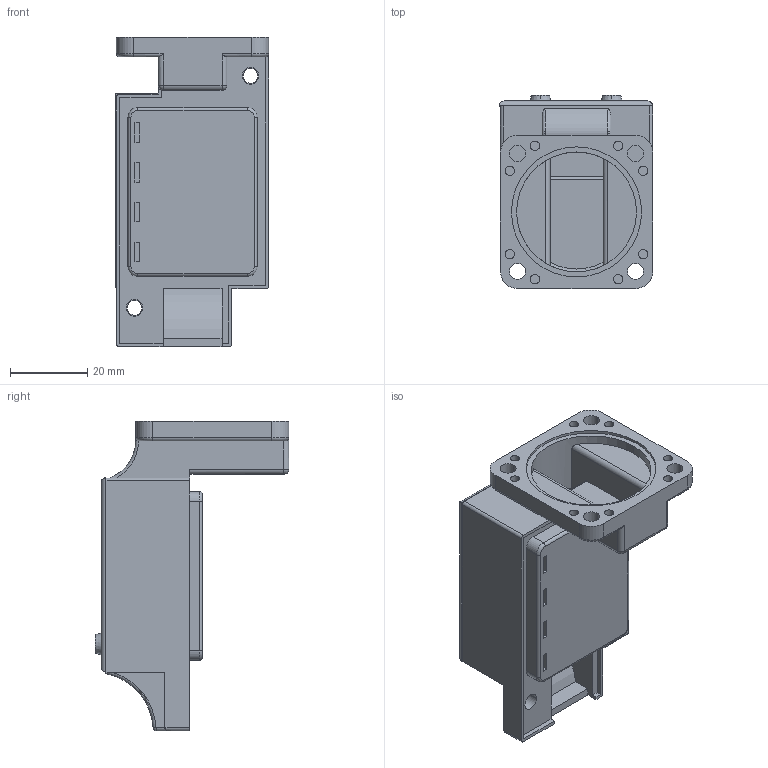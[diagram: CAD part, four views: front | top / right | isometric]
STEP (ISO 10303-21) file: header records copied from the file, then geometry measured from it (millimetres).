
FILE_DESCRIPTION((''),'2;1');
FILE_NAME('214756_ASM','2019-10-22T07:14:29',('pdmadmin'),('BANNER ENGINEERING'),'CREO PARAMETRIC BY PTC INC, 2018300','CREO PARAMETRIC BY PTC INC, 2018300','');
FILE_SCHEMA(('CONFIG_CONTROL_DESIGN'));
Length unit declared in the file: inch
Products named in the file (4): 12540; 12544; 80073_ASM; 214756_ASM
Assembly tree (3 placements, depth 3):
  214756_ASM
    80073_ASM
      12540
      12544
Bounding box: 39.65 x 50.04 x 80.01 mm (x, y, z)
Volume: 24648.4 mm3; surface area: 24426.6 mm2
Topology: 2 solids, 2 shells, 236 faces, 602 edges, 385 vertices
Faces by surface type: plane 111, cylinder 98, torus 17, sphere 4, cone 4, bspline 2
Entity records: 7443 total; most frequent: CARTESIAN_POINT 1438, DIRECTION 1275, ORIENTED_EDGE 1200, EDGE_CURVE 600, AXIS2_PLACEMENT_3D 456, VERTEX_POINT 385, VECTOR 363, LINE 363
